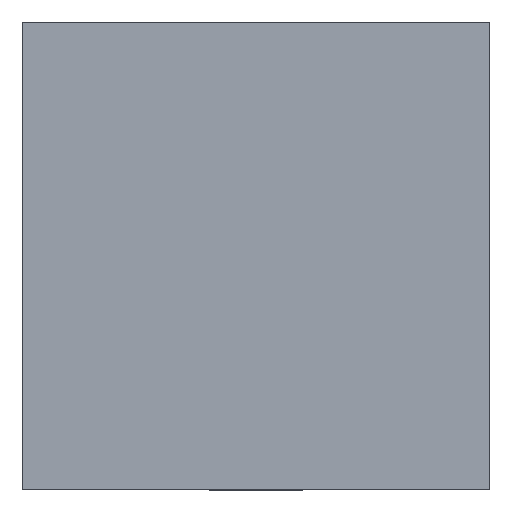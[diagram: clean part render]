
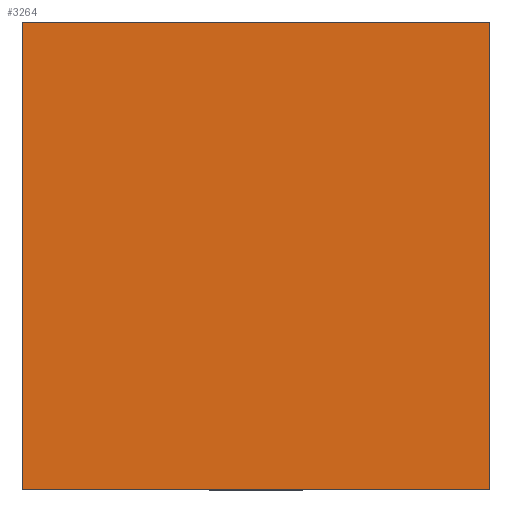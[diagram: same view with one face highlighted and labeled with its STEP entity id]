
A CAD part, top view. The second image highlights one B-rep face of the part: STEP entity #3264.
In plain terms, the highlighted face is planar.
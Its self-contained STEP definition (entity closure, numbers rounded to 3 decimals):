
#2491=DIRECTION('',(0.,0.,1.));
#2492=VECTOR('',#2491,1.5);
#2493=CARTESIAN_POINT('',(-0.75,0.575,-0.75));
#2494=LINE('',#2493,#2492);
#2498=DIRECTION('',(-1.,0.,0.));
#2499=VECTOR('',#2498,1.5);
#2500=CARTESIAN_POINT('',(0.75,0.575,-0.75));
#2501=LINE('',#2500,#2499);
#2505=DIRECTION('',(0.,0.,-1.));
#2506=VECTOR('',#2505,1.5);
#2507=CARTESIAN_POINT('',(0.75,0.575,0.75));
#2508=LINE('',#2507,#2506);
#2512=DIRECTION('',(1.,0.,0.));
#2513=VECTOR('',#2512,1.5);
#2514=CARTESIAN_POINT('',(-0.75,0.575,0.75));
#2515=LINE('',#2514,#2513);
#2673=CARTESIAN_POINT('',(-0.75,0.575,-0.75));
#2674=CARTESIAN_POINT('',(-0.75,0.575,0.75));
#2675=VERTEX_POINT('',#2673);
#2676=VERTEX_POINT('',#2674);
#2677=CARTESIAN_POINT('',(0.75,0.575,0.75));
#2678=VERTEX_POINT('',#2677);
#2679=CARTESIAN_POINT('',(0.75,0.575,-0.75));
#2680=VERTEX_POINT('',#2679);
#3251=CARTESIAN_POINT('',(0.,0.575,0.));
#3252=DIRECTION('',(0.,1.,0.));
#3253=DIRECTION('',(1.,0.,0.));
#3254=AXIS2_PLACEMENT_3D('',#3251,#3252,#3253);
#3255=PLANE('',#3254);
#3256=ORIENTED_EDGE('',*,*,#2929,.F.);
#3258=ORIENTED_EDGE('',*,*,#3257,.F.);
#3260=ORIENTED_EDGE('',*,*,#3259,.F.);
#3261=ORIENTED_EDGE('',*,*,#3203,.F.);
#3262=EDGE_LOOP('',(#3256,#3258,#3260,#3261));
#3263=FACE_OUTER_BOUND('',#3262,.F.);
#3264=ADVANCED_FACE('',(#3263),#3255,.T.);
#2929=EDGE_CURVE('',#2675,#2676,#2494,.T.);
#3203=EDGE_CURVE('',#2676,#2678,#2515,.T.);
#3257=EDGE_CURVE('',#2680,#2675,#2501,.T.);
#3259=EDGE_CURVE('',#2678,#2680,#2508,.T.);
